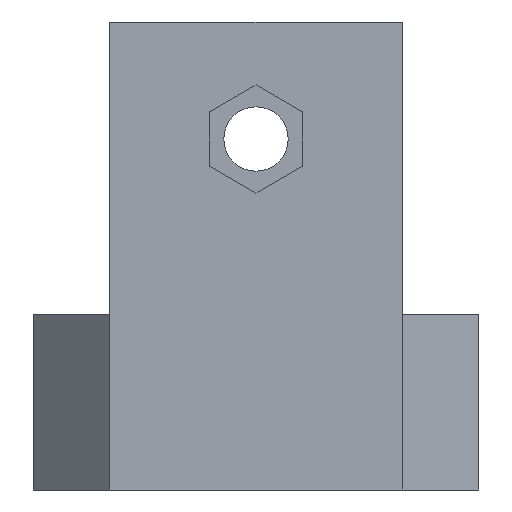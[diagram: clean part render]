
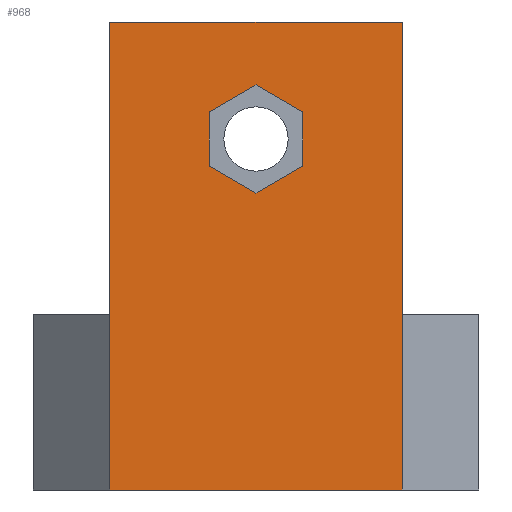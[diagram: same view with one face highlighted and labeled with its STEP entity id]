
A CAD part, left-side view. The second image highlights one B-rep face of the part: STEP entity #968.
In plain terms, the highlighted planar face has unit normal (-1, 0, 0).
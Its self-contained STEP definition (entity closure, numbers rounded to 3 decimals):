
#28=FACE_BOUND('',#154,.T.);
#94=FACE_OUTER_BOUND('',#153,.T.);
#153=EDGE_LOOP('',(#859,#860,#861,#862,#863,#864));
#154=EDGE_LOOP('',(#865,#866,#867,#868,#869,#870));
#170=LINE('',#1337,#288);
#190=LINE('',#1375,#308);
#230=LINE('',#1469,#348);
#240=LINE('',#1489,#358);
#243=LINE('',#1495,#361);
#247=LINE('',#1504,#365);
#251=LINE('',#1512,#369);
#254=LINE('',#1518,#372);
#257=LINE('',#1524,#375);
#260=LINE('',#1530,#378);
#263=LINE('',#1535,#381);
#271=LINE('',#1565,#389);
#288=VECTOR('',#1076,10.);
#308=VECTOR('',#1108,10.);
#348=VECTOR('',#1200,10.);
#358=VECTOR('',#1218,10.);
#361=VECTOR('',#1223,10.);
#365=VECTOR('',#1229,10.);
#369=VECTOR('',#1235,10.);
#372=VECTOR('',#1240,10.);
#375=VECTOR('',#1245,10.);
#378=VECTOR('',#1250,10.);
#381=VECTOR('',#1255,10.);
#389=VECTOR('',#1293,10.);
#403=VERTEX_POINT('',#1333);
#405=VERTEX_POINT('',#1336);
#416=VERTEX_POINT('',#1371);
#417=VERTEX_POINT('',#1373);
#445=VERTEX_POINT('',#1467);
#453=VERTEX_POINT('',#1494);
#456=VERTEX_POINT('',#1502);
#457=VERTEX_POINT('',#1503);
#460=VERTEX_POINT('',#1511);
#462=VERTEX_POINT('',#1517);
#464=VERTEX_POINT('',#1523);
#466=VERTEX_POINT('',#1529);
#490=EDGE_CURVE('',#403,#405,#170,.T.);
#510=EDGE_CURVE('',#416,#417,#190,.T.);
#557=EDGE_CURVE('',#417,#445,#230,.T.);
#567=EDGE_CURVE('',#416,#403,#240,.T.);
#570=EDGE_CURVE('',#405,#453,#243,.T.);
#574=EDGE_CURVE('',#456,#457,#247,.T.);
#578=EDGE_CURVE('',#460,#456,#251,.T.);
#581=EDGE_CURVE('',#462,#460,#254,.T.);
#584=EDGE_CURVE('',#464,#462,#257,.T.);
#587=EDGE_CURVE('',#466,#464,#260,.T.);
#590=EDGE_CURVE('',#457,#466,#263,.T.);
#605=EDGE_CURVE('',#453,#445,#271,.T.);
#859=ORIENTED_EDGE('',*,*,#567,.F.);
#860=ORIENTED_EDGE('',*,*,#510,.T.);
#861=ORIENTED_EDGE('',*,*,#557,.T.);
#862=ORIENTED_EDGE('',*,*,#605,.F.);
#863=ORIENTED_EDGE('',*,*,#570,.F.);
#864=ORIENTED_EDGE('',*,*,#490,.F.);
#865=ORIENTED_EDGE('',*,*,#574,.T.);
#866=ORIENTED_EDGE('',*,*,#590,.T.);
#867=ORIENTED_EDGE('',*,*,#587,.T.);
#868=ORIENTED_EDGE('',*,*,#584,.T.);
#869=ORIENTED_EDGE('',*,*,#581,.T.);
#870=ORIENTED_EDGE('',*,*,#578,.T.);
#916=PLANE('',#1048);
#968=ADVANCED_FACE('',(#94,#28),#916,.T.);
#1048=AXIS2_PLACEMENT_3D('',#1569,#1299,#1300);
#1076=DIRECTION('',(0.,0.,1.));
#1108=DIRECTION('',(0.,0.,1.));
#1200=DIRECTION('',(0.,0.,1.));
#1218=DIRECTION('',(0.,1.,0.));
#1223=DIRECTION('',(0.,0.,1.));
#1229=DIRECTION('',(0.,-0.866,-0.5));
#1235=DIRECTION('',(0.,-0.866,0.5));
#1240=DIRECTION('',(0.,0.,1.));
#1245=DIRECTION('',(0.,0.866,0.5));
#1250=DIRECTION('',(0.,0.866,-0.5));
#1255=DIRECTION('',(0.,0.,-1.));
#1293=DIRECTION('',(0.,-1.,0.));
#1299=DIRECTION('center_axis',(-1.,0.,0.));
#1300=DIRECTION('ref_axis',(0.,-1.,0.));
#1333=CARTESIAN_POINT('',(-12.5,12.5,0.));
#1336=CARTESIAN_POINT('',(-12.5,12.5,15.));
#1337=CARTESIAN_POINT('',(-12.5,12.5,0.));
#1371=CARTESIAN_POINT('',(-12.5,-12.5,0.));
#1373=CARTESIAN_POINT('',(-12.5,-12.5,15.));
#1375=CARTESIAN_POINT('',(-12.5,-12.5,0.));
#1467=CARTESIAN_POINT('',(-12.5,-12.5,40.));
#1469=CARTESIAN_POINT('',(-12.5,-12.5,0.));
#1489=CARTESIAN_POINT('',(-12.5,-12.5,0.));
#1494=CARTESIAN_POINT('',(-12.5,12.5,40.));
#1495=CARTESIAN_POINT('',(-12.5,12.5,0.));
#1502=CARTESIAN_POINT('',(-12.5,0.,34.619));
#1503=CARTESIAN_POINT('',(-12.5,-4.,32.309));
#1504=CARTESIAN_POINT('',(-12.5,-2.808,32.998));
#1511=CARTESIAN_POINT('',(-12.5,4.,32.309));
#1512=CARTESIAN_POINT('',(-12.5,14.183,26.43));
#1517=CARTESIAN_POINT('',(-12.5,4.,27.691));
#1518=CARTESIAN_POINT('',(-12.5,4.,13.845));
#1523=CARTESIAN_POINT('',(-12.5,0.,25.381));
#1524=CARTESIAN_POINT('',(-12.5,-0.808,24.915));
#1529=CARTESIAN_POINT('',(-12.5,-4.,27.691));
#1530=CARTESIAN_POINT('',(-12.5,8.183,20.657));
#1535=CARTESIAN_POINT('',(-12.5,-4.,16.155));
#1565=CARTESIAN_POINT('',(-12.5,-12.5,40.));
#1569=CARTESIAN_POINT('Origin',(-12.5,12.5,0.));
